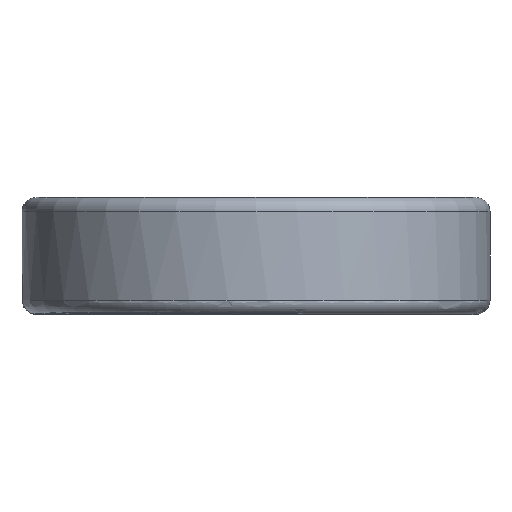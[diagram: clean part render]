
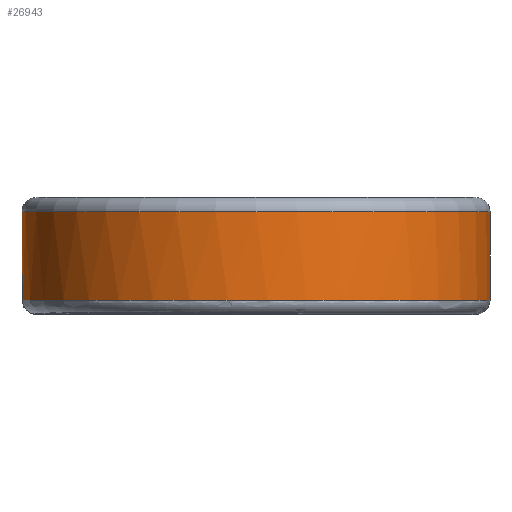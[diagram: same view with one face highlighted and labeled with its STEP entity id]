
A CAD part, front view. The second image highlights one B-rep face of the part: STEP entity #26943.
In plain terms, the highlighted cylindrical face has radius 12.7 mm (diameter 25.4 mm), a full revolution.
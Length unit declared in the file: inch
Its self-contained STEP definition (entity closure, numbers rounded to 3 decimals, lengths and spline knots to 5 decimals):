
#30=CYLINDRICAL_SURFACE('',#28245,0.5);
#86=FACE_BOUND('',#2675,.T.);
#1360=FACE_OUTER_BOUND('',#2674,.T.);
#2674=EDGE_LOOP('',(#23167));
#2675=EDGE_LOOP('',(#23168));
#2681=CIRCLE('',#26959,0.5);
#2711=CIRCLE('',#28246,0.5);
#9886=VERTEX_POINT('',#40375);
#12296=VERTEX_POINT('',#47672);
#12309=EDGE_CURVE('',#9886,#9886,#2681,.T.);
#15923=EDGE_CURVE('',#12296,#12296,#2711,.T.);
#23167=ORIENTED_EDGE('',*,*,#15923,.F.);
#23168=ORIENTED_EDGE('',*,*,#12309,.F.);
#26943=ADVANCED_FACE('',(#1360,#86),#30,.T.);
#26959=AXIS2_PLACEMENT_3D('',#40376,#28264,#28265);
#28245=AXIS2_PLACEMENT_3D('',#47671,#34416,#34417);
#28246=AXIS2_PLACEMENT_3D('',#47673,#34418,#34419);
#28264=DIRECTION('center_axis',(0.,0.,-1.));
#28265=DIRECTION('ref_axis',(-1.,0.,0.));
#34416=DIRECTION('center_axis',(0.,0.,1.));
#34417=DIRECTION('ref_axis',(-1.,0.,0.));
#34418=DIRECTION('center_axis',(0.,0.,1.));
#34419=DIRECTION('ref_axis',(-1.,0.,0.));
#40375=CARTESIAN_POINT('',(0.5,0.,0.03));
#40376=CARTESIAN_POINT('Origin',(0.,0.,0.03));
#47671=CARTESIAN_POINT('Origin',(0.,0.,0.));
#47672=CARTESIAN_POINT('',(0.5,0.,0.22));
#47673=CARTESIAN_POINT('Origin',(0.,0.,0.22));
